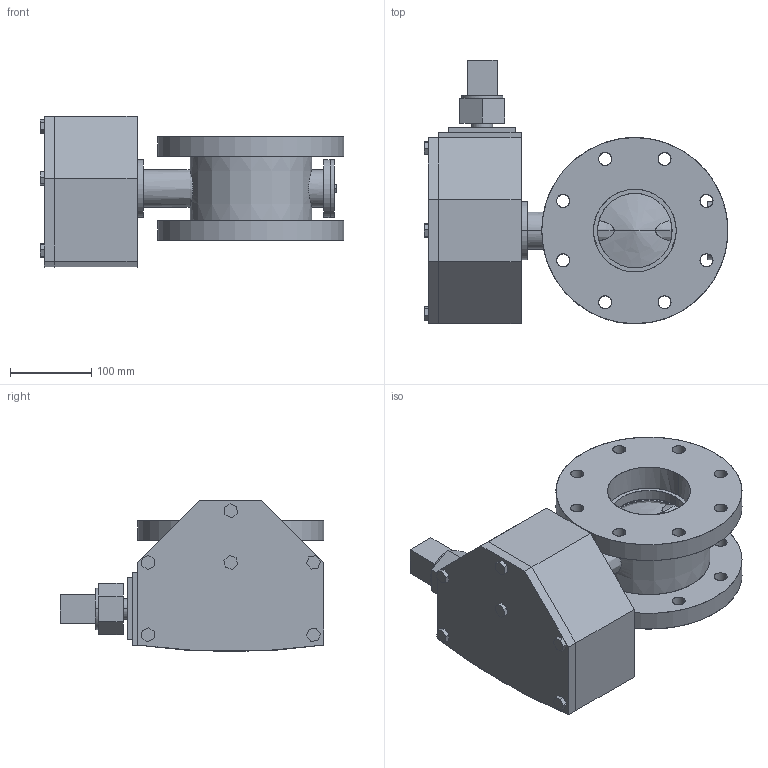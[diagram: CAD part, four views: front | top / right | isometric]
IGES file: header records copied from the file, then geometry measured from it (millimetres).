
Start section: SolidWorks IGES file using analytic representation for surfaces
Global section: file name: B_4.IGS; native system: SolidWorks 2012; preprocessor: SolidWorks 2012; author: CAD; date: 150330.173635; units: inch
Bounding box: 373.13 x 323.85 x 185.77 mm (x, y, z)
Surface area: 671172.4 mm2 (no closed solid volume)
Topology: 0 solids, 0 shells, 384 faces, 7708 edges, 7704 vertices
Faces by surface type: bspline 236, revolution 148
